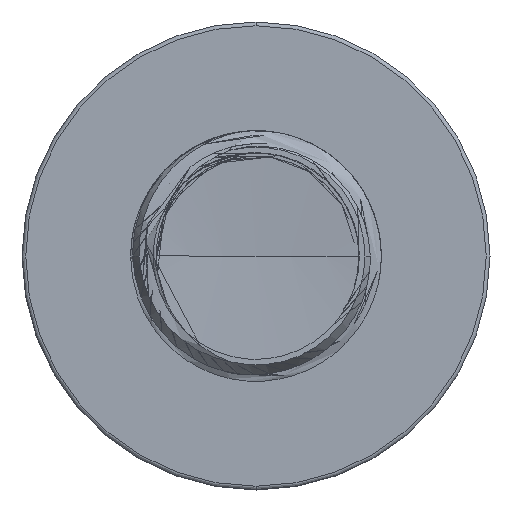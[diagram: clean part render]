
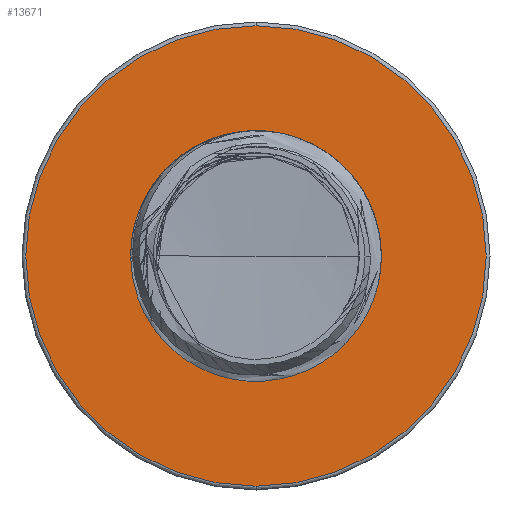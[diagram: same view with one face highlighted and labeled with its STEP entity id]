
A CAD part, front view. The second image highlights one B-rep face of the part: STEP entity #13671.
In plain terms, the highlighted planar face has unit normal (0, -1, 0).
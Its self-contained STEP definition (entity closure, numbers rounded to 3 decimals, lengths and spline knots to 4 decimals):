
#988 = EDGE_CURVE ( 'NONE', #40320, #25644, #9238, .T. ) ;
#2774 = EDGE_LOOP ( 'NONE', ( #13725, #4547 ) ) ;
#4547 = ORIENTED_EDGE ( 'NONE', *, *, #21743, .F. ) ;
#5443 = AXIS2_PLACEMENT_3D ( 'NONE', #16918, #16803, #16637 ) ;
#7518 = DIRECTION ( 'NONE',  ( 0., -1., 0. ) ) ;
#7647 = CIRCLE ( 'NONE', #5443, 2.755 ) ;
#8547 = CIRCLE ( 'NONE', #31306, 1.4363 ) ;
#9238 = CIRCLE ( 'NONE', #32381, 2.755 ) ;
#9982 = ORIENTED_EDGE ( 'NONE', *, *, #25492, .T. ) ;
#11158 = CARTESIAN_POINT ( 'NONE',  ( 0., 25., -2.755 ) ) ;
#13671 = ADVANCED_FACE ( 'NONE', ( #38554, #17796 ), #13850, .T. ) ;
#13725 = ORIENTED_EDGE ( 'NONE', *, *, #49248, .F. ) ;
#13740 = DIRECTION ( 'NONE',  ( 0., 0., -1. ) ) ;
#13812 = DIRECTION ( 'NONE',  ( 0., -1., 0. ) ) ;
#13850 = PLANE ( 'NONE',  #35207 ) ;
#15821 = AXIS2_PLACEMENT_3D ( 'NONE', #16332, #16269, #16228 ) ;
#16131 = CARTESIAN_POINT ( 'NONE',  ( 0., 25., 1.4363 ) ) ;
#16228 = DIRECTION ( 'NONE',  ( 0., 0., -1. ) ) ;
#16269 = DIRECTION ( 'NONE',  ( 0., -1., 0. ) ) ;
#16332 = CARTESIAN_POINT ( 'NONE',  ( 0., 25., 0. ) ) ;
#16637 = DIRECTION ( 'NONE',  ( 0., 0., -1. ) ) ;
#16803 = DIRECTION ( 'NONE',  ( 0., -1., 0. ) ) ;
#16918 = CARTESIAN_POINT ( 'NONE',  ( 0., 25., 0. ) ) ;
#17796 = FACE_BOUND ( 'NONE', #2774, .T. ) ;
#18142 = VERTEX_POINT ( 'NONE', #39683 ) ;
#18235 = CARTESIAN_POINT ( 'NONE',  ( 0., 25., 2.755 ) ) ;
#19856 = CARTESIAN_POINT ( 'NONE',  ( 0., 25., 0. ) ) ;
#20126 = DIRECTION ( 'NONE',  ( 0., 0., -1. ) ) ;
#20136 = DIRECTION ( 'NONE',  ( 0., -1., 0. ) ) ;
#21743 = EDGE_CURVE ( 'NONE', #27998, #18142, #43519, .T. ) ;
#25492 = EDGE_CURVE ( 'NONE', #25644, #40320, #7647, .T. ) ;
#25644 = VERTEX_POINT ( 'NONE', #18235 ) ;
#27553 = EDGE_LOOP ( 'NONE', ( #31903, #9982 ) ) ;
#27998 = VERTEX_POINT ( 'NONE', #42279 ) ;
#31306 = AXIS2_PLACEMENT_3D ( 'NONE', #31368, #7518, #35241 ) ;
#31368 = CARTESIAN_POINT ( 'NONE',  ( 0., 25., 0. ) ) ;
#31903 = ORIENTED_EDGE ( 'NONE', *, *, #988, .T. ) ;
#32381 = AXIS2_PLACEMENT_3D ( 'NONE', #19856, #20136, #20126 ) ;
#35207 = AXIS2_PLACEMENT_3D ( 'NONE', #16131, #13812, #13740 ) ;
#35241 = DIRECTION ( 'NONE',  ( 0., 0., -1. ) ) ;
#38554 = FACE_OUTER_BOUND ( 'NONE', #27553, .T. ) ;
#39683 = CARTESIAN_POINT ( 'NONE',  ( 0., 25., -1.4363 ) ) ;
#40320 = VERTEX_POINT ( 'NONE', #11158 ) ;
#42279 = CARTESIAN_POINT ( 'NONE',  ( 0., 25., 1.4363 ) ) ;
#43519 = CIRCLE ( 'NONE', #15821, 1.4363 ) ;
#49248 = EDGE_CURVE ( 'NONE', #18142, #27998, #8547, .T. ) ;
